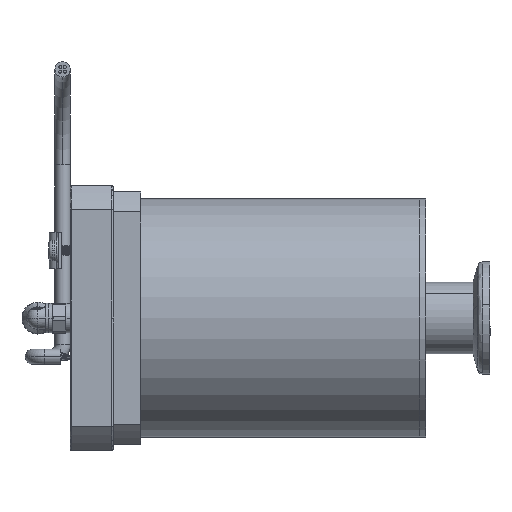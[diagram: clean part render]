
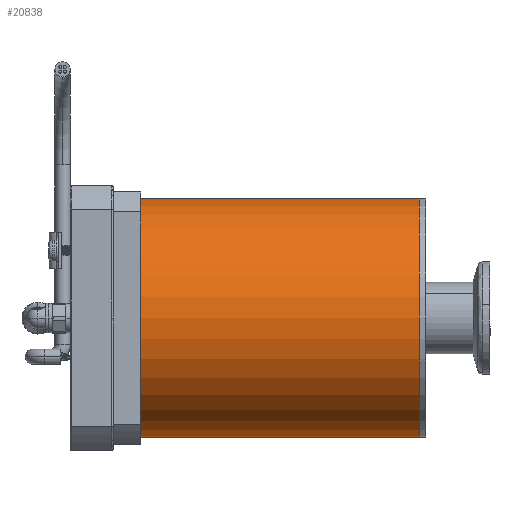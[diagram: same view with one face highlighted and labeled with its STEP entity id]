
A CAD part, left-side view. The second image highlights one B-rep face of the part: STEP entity #20838.
In plain terms, the highlighted cylindrical face has radius 31.75 mm (diameter 63.5 mm), a partial arc.
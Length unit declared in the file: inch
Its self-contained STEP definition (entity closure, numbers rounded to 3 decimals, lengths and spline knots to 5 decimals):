
#2191 = CARTESIAN_POINT ( 'NONE',  ( 0., 2.79594, -1.25 ) ) ;
#2719 = VERTEX_POINT ( 'NONE', #72078 ) ;
#3535 = VERTEX_POINT ( 'NONE', #6633 ) ;
#3608 = DIRECTION ( 'NONE',  ( 0., -1., 0. ) ) ;
#6633 = CARTESIAN_POINT ( 'NONE',  ( 0., -0.17906, 1.25 ) ) ;
#12020 = CARTESIAN_POINT ( 'NONE',  ( 0., -0.17906, 0. ) ) ;
#16952 = ORIENTED_EDGE ( 'NONE', *, *, #68350, .F. ) ;
#20081 = CIRCLE ( 'NONE', #62521, 1.25 ) ;
#20390 = LINE ( 'NONE', #75785, #26727 ) ;
#20838 = ADVANCED_FACE ( 'NONE', ( #24422 ), #66075, .T. ) ;
#22868 = AXIS2_PLACEMENT_3D ( 'NONE', #45121, #53089, #72172 ) ;
#24422 = FACE_OUTER_BOUND ( 'NONE', #63753, .T. ) ;
#25573 = EDGE_CURVE ( 'NONE', #57229, #77687, #58246, .T. ) ;
#26727 = VECTOR ( 'NONE', #29247, 39.37008 ) ;
#29219 = DIRECTION ( 'NONE',  ( 0., -1., 0. ) ) ;
#29247 = DIRECTION ( 'NONE',  ( 0., -1., 0. ) ) ;
#34414 = ORIENTED_EDGE ( 'NONE', *, *, #87471, .T. ) ;
#35858 = LINE ( 'NONE', #2191, #53649 ) ;
#38311 = ORIENTED_EDGE ( 'NONE', *, *, #65979, .T. ) ;
#44146 = ORIENTED_EDGE ( 'NONE', *, *, #25573, .F. ) ;
#45121 = CARTESIAN_POINT ( 'NONE',  ( 0., 2.79594, 0. ) ) ;
#47069 = CARTESIAN_POINT ( 'NONE',  ( 0., 2.79594, -1.25 ) ) ;
#49261 = AXIS2_PLACEMENT_3D ( 'NONE', #64316, #3608, #51450 ) ;
#51450 = DIRECTION ( 'NONE',  ( 0., 0., -1. ) ) ;
#53089 = DIRECTION ( 'NONE',  ( 0., 1., 0. ) ) ;
#53649 = VECTOR ( 'NONE', #29219, 39.37008 ) ;
#57229 = VERTEX_POINT ( 'NONE', #47069 ) ;
#58246 = CIRCLE ( 'NONE', #22868, 1.25 ) ;
#61374 = CARTESIAN_POINT ( 'NONE',  ( 0., 2.79594, 1.25 ) ) ;
#62521 = AXIS2_PLACEMENT_3D ( 'NONE', #12020, #66541, #86053 ) ;
#63753 = EDGE_LOOP ( 'NONE', ( #16952, #44146, #38311, #34414 ) ) ;
#64316 = CARTESIAN_POINT ( 'NONE',  ( 0., 2.79594, 0. ) ) ;
#65979 = EDGE_CURVE ( 'NONE', #57229, #2719, #35858, .T. ) ;
#66075 = CYLINDRICAL_SURFACE ( 'NONE', #49261, 1.25 ) ;
#66541 = DIRECTION ( 'NONE',  ( 0., 1., 0. ) ) ;
#68350 = EDGE_CURVE ( 'NONE', #77687, #3535, #20390, .T. ) ;
#72078 = CARTESIAN_POINT ( 'NONE',  ( 0., -0.17906, -1.25 ) ) ;
#72172 = DIRECTION ( 'NONE',  ( 0., 0., 1. ) ) ;
#75785 = CARTESIAN_POINT ( 'NONE',  ( 0., 2.79594, 1.25 ) ) ;
#77687 = VERTEX_POINT ( 'NONE', #61374 ) ;
#86053 = DIRECTION ( 'NONE',  ( 0., 0., 1. ) ) ;
#87471 = EDGE_CURVE ( 'NONE', #2719, #3535, #20081, .T. ) ;
